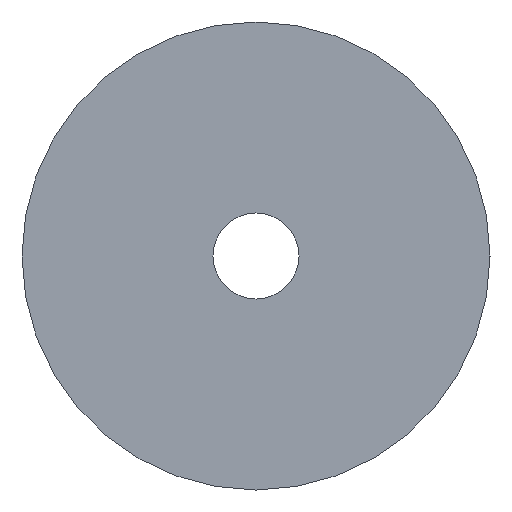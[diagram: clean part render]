
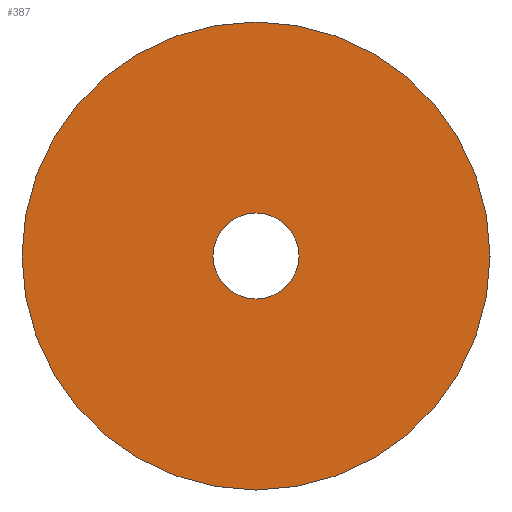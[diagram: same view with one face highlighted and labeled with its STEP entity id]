
A CAD part, left-side view. The second image highlights one B-rep face of the part: STEP entity #387.
In plain terms, the highlighted planar face has unit normal (-1, 0, 0).
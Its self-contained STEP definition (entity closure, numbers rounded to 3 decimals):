
#85=FACE_BOUND('',#126,.T.);
#102=FACE_OUTER_BOUND('',#125,.T.);
#125=EDGE_LOOP('',(#283));
#126=EDGE_LOOP('',(#284));
#160=CIRCLE('',#430,8.7);
#161=CIRCLE('',#431,1.6);
#178=VERTEX_POINT('',#580);
#179=VERTEX_POINT('',#582);
#220=EDGE_CURVE('',#178,#178,#160,.T.);
#221=EDGE_CURVE('',#179,#179,#161,.T.);
#283=ORIENTED_EDGE('',*,*,#220,.T.);
#284=ORIENTED_EDGE('',*,*,#221,.T.);
#376=PLANE('',#429);
#387=ADVANCED_FACE('',(#102,#85),#376,.F.);
#429=AXIS2_PLACEMENT_3D('',#579,#486,#487);
#430=AXIS2_PLACEMENT_3D('',#581,#488,#489);
#431=AXIS2_PLACEMENT_3D('',#583,#490,#491);
#486=DIRECTION('center_axis',(1.,0.,0.));
#487=DIRECTION('ref_axis',(0.,1.,0.));
#488=DIRECTION('center_axis',(-1.,0.,0.));
#489=DIRECTION('ref_axis',(0.,1.,0.));
#490=DIRECTION('center_axis',(1.,0.,0.));
#491=DIRECTION('ref_axis',(0.,1.,0.));
#579=CARTESIAN_POINT('Origin',(-9.3,0.,0.));
#580=CARTESIAN_POINT('',(-9.3,-8.7,0.));
#581=CARTESIAN_POINT('Origin',(-9.3,0.,0.));
#582=CARTESIAN_POINT('',(-9.3,-1.6,0.));
#583=CARTESIAN_POINT('Origin',(-9.3,0.,0.));
